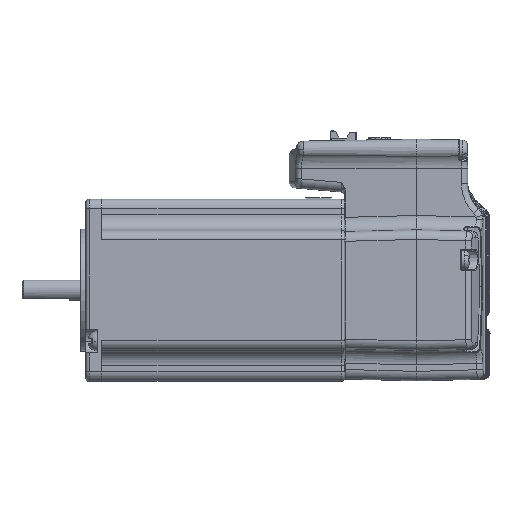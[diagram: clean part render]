
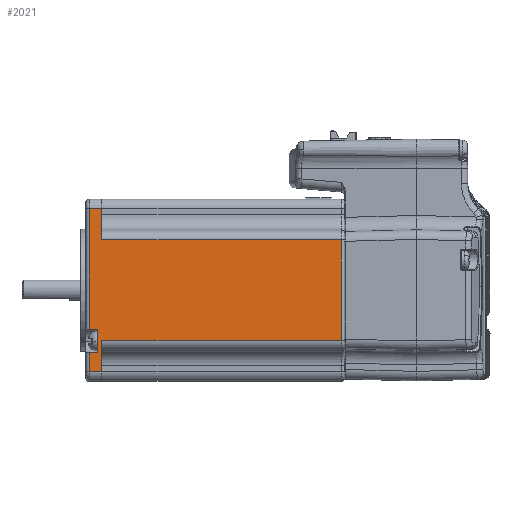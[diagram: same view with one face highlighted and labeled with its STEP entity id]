
A CAD part, left-side view. The second image highlights one B-rep face of the part: STEP entity #2021.
In plain terms, the highlighted planar face has unit normal (-1, 0, 0).
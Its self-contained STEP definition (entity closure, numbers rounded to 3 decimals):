
#2021=ADVANCED_FACE('',(#5518),#5519,.T.);
#5518=FACE_OUTER_BOUND('',#12322,.T.);
#5519=PLANE('',#12323);
#12322=EDGE_LOOP('',(#47293,#47294,#47295,#47296,#47297,#47298,#47299,#47300,#47301,#47302,#47303,#47304));
#12323=AXIS2_PLACEMENT_3D('',#47305,#47306,#47307);
#47293=ORIENTED_EDGE('',*,*,#71599,.F.);
#47294=ORIENTED_EDGE('',*,*,#71586,.T.);
#47295=ORIENTED_EDGE('',*,*,#71600,.F.);
#47296=ORIENTED_EDGE('',*,*,#71488,.T.);
#47297=ORIENTED_EDGE('',*,*,#71601,.F.);
#47298=ORIENTED_EDGE('',*,*,#71602,.T.);
#47299=ORIENTED_EDGE('',*,*,#71603,.F.);
#47300=ORIENTED_EDGE('',*,*,#71596,.T.);
#47301=ORIENTED_EDGE('',*,*,#71604,.F.);
#47302=ORIENTED_EDGE('',*,*,#71469,.T.);
#47303=ORIENTED_EDGE('',*,*,#71564,.T.);
#47304=ORIENTED_EDGE('',*,*,#71472,.T.);
#47305=CARTESIAN_POINT('',(-28.519,7.5,-28.5));
#47306=DIRECTION('',(-1.0,0.0,0.0));
#47307=DIRECTION('',(0.0,0.,1.0));
#71469=EDGE_CURVE('',#80193,#80195,#80197,.F.);
#71472=EDGE_CURVE('',#80201,#80199,#80202,.T.);
#71488=EDGE_CURVE('',#80221,#80222,#80223,.F.);
#71564=EDGE_CURVE('',#80195,#80201,#80339,.T.);
#71586=EDGE_CURVE('',#80366,#80370,#80372,.T.);
#71596=EDGE_CURVE('',#80392,#80389,#80393,.F.);
#71599=EDGE_CURVE('',#80366,#80199,#80397,.F.);
#71600=EDGE_CURVE('',#80221,#80370,#80398,.F.);
#71601=EDGE_CURVE('',#80399,#80222,#80400,.T.);
#71602=EDGE_CURVE('',#80399,#80401,#80402,.T.);
#71603=EDGE_CURVE('',#80392,#80401,#80403,.F.);
#71604=EDGE_CURVE('',#80193,#80389,#80404,.F.);
#80193=VERTEX_POINT('',#94393);
#80195=VERTEX_POINT('',#94395);
#80197=LINE('',#94397,#94398);
#80199=VERTEX_POINT('',#94400);
#80201=VERTEX_POINT('',#94402);
#80202=LINE('',#94403,#94404);
#80221=VERTEX_POINT('',#94424);
#80222=VERTEX_POINT('',#94425);
#80223=LINE('',#94426,#94427);
#80339=LINE('',#94571,#94572);
#80366=VERTEX_POINT('',#94608);
#80370=VERTEX_POINT('',#94613);
#80372=LINE('',#94615,#94616);
#80389=VERTEX_POINT('',#94639);
#80392=VERTEX_POINT('',#94642);
#80393=LINE('',#94643,#94644);
#80397=LINE('',#94649,#94650);
#80398=LINE('',#94651,#94652);
#80399=VERTEX_POINT('',#94653);
#80400=LINE('',#94654,#94655);
#80401=VERTEX_POINT('',#94656);
#80402=LINE('',#94657,#94658);
#80403=LINE('',#94659,#94660);
#80404=LINE('',#94661,#94662);
#94393=CARTESIAN_POINT('',(-28.519,83.5,-15.77));
#94395=CARTESIAN_POINT('',(-28.519,8.5,-15.77));
#94397=CARTESIAN_POINT('',(-28.519,7.5,-15.77));
#94398=VECTOR('',#121834,1000.0);
#94400=CARTESIAN_POINT('',(-28.519,83.5,15.77));
#94402=CARTESIAN_POINT('',(-28.519,8.5,15.77));
#94403=CARTESIAN_POINT('',(-28.519,7.5,15.77));
#94404=VECTOR('',#121841,1000.0);
#94424=CARTESIAN_POINT('',(-28.519,87.5,-12.2));
#94425=CARTESIAN_POINT('',(-28.519,85.0,-12.2));
#94426=CARTESIAN_POINT('',(-28.519,7.5,-12.2));
#94427=VECTOR('',#121885,1000.0);
#94571=CARTESIAN_POINT('',(-28.519,8.5,-28.5));
#94572=VECTOR('',#122055,1000.0);
#94608=CARTESIAN_POINT('',(-28.519,83.5,25.5));
#94613=CARTESIAN_POINT('',(-28.519,87.5,25.5));
#94615=CARTESIAN_POINT('',(-28.519,7.5,25.5));
#94616=VECTOR('',#122099,1000.0);
#94639=CARTESIAN_POINT('',(-28.519,83.5,-25.5));
#94642=CARTESIAN_POINT('',(-28.519,87.5,-25.5));
#94643=CARTESIAN_POINT('',(-28.519,7.5,-25.5));
#94644=VECTOR('',#122115,1000.0);
#94649=CARTESIAN_POINT('',(-28.519,83.5,15.073));
#94650=VECTOR('',#122120,1000.0);
#94651=CARTESIAN_POINT('',(-28.519,87.5,25.5));
#94652=VECTOR('',#122121,1000.0);
#94653=CARTESIAN_POINT('',(-28.519,85.0,-19.6));
#94654=CARTESIAN_POINT('',(-28.519,85.0,-21.183));
#94655=VECTOR('',#122122,1000.0);
#94656=CARTESIAN_POINT('',(-28.519,87.5,-19.6));
#94657=CARTESIAN_POINT('',(-28.519,7.5,-19.6));
#94658=VECTOR('',#122123,1000.0);
#94659=CARTESIAN_POINT('',(-28.519,87.5,-19.6));
#94660=VECTOR('',#122124,1000.0);
#94661=CARTESIAN_POINT('',(-28.519,83.5,-28.987));
#94662=VECTOR('',#122125,1000.0);
#121834=DIRECTION('',(0.0,1.0,0.));
#121841=DIRECTION('',(0.0,1.0,0.));
#121885=DIRECTION('',(0.0,1.0,0.));
#122055=DIRECTION('',(0.0,0.,1.0));
#122099=DIRECTION('',(0.0,1.0,0.));
#122115=DIRECTION('',(0.0,1.0,0.));
#122120=DIRECTION('',(0.0,0.,1.0));
#122121=DIRECTION('',(0.,0.,-1.0));
#122122=DIRECTION('',(0.0,0.,1.0));
#122123=DIRECTION('',(0.0,1.0,0.));
#122124=DIRECTION('',(0.,0.,-1.0));
#122125=DIRECTION('',(0.0,0.,1.0));
